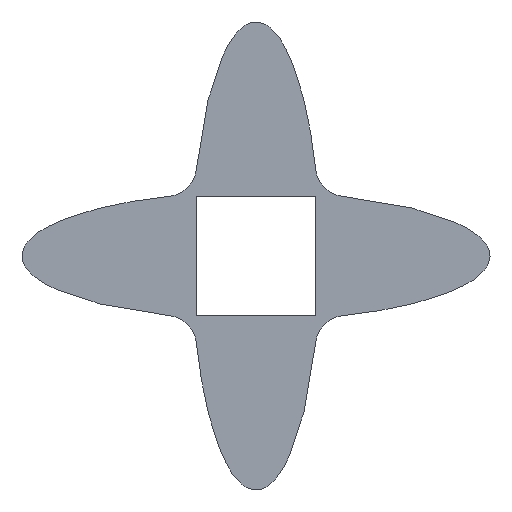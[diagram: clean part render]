
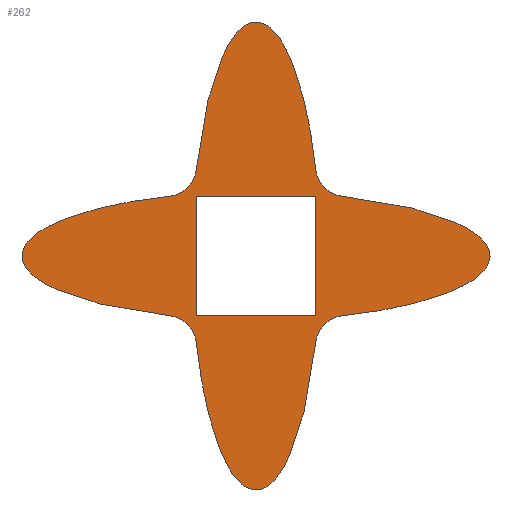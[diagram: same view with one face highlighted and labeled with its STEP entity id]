
A CAD part, front view. The second image highlights one B-rep face of the part: STEP entity #262.
In plain terms, the highlighted planar face has unit normal (0, -1, 0).
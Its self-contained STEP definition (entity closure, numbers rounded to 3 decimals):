
#16=FACE_BOUND('',#64,.T.);
#22=PLANE('',#290);
#23=ELLIPSE('',#268,20.,5.5);
#26=ELLIPSE('',#274,20.,5.5);
#28=ELLIPSE('',#279,20.,5.5);
#30=ELLIPSE('',#284,20.,5.5);
#48=FACE_OUTER_BOUND('',#63,.T.);
#63=EDGE_LOOP('',(#233,#234,#235,#236,#237,#238,#239,#240));
#64=EDGE_LOOP('',(#241,#242,#243,#244));
#73=LINE('',#453,#93);
#77=LINE('',#461,#97);
#80=LINE('',#467,#100);
#83=LINE('',#472,#103);
#93=VECTOR('',#343,10.);
#97=VECTOR('',#349,10.);
#100=VECTOR('',#354,10.);
#103=VECTOR('',#359,10.);
#105=CIRCLE('',#266,2.5);
#107=CIRCLE('',#271,2.5);
#109=CIRCLE('',#276,2.5);
#111=CIRCLE('',#281,2.5);
#113=VERTEX_POINT('',#367);
#114=VERTEX_POINT('',#368);
#117=VERTEX_POINT('',#385);
#119=VERTEX_POINT('',#391);
#120=VERTEX_POINT('',#392);
#123=VERTEX_POINT('',#412);
#124=VERTEX_POINT('',#413);
#127=VERTEX_POINT('',#433);
#129=VERTEX_POINT('',#451);
#130=VERTEX_POINT('',#452);
#133=VERTEX_POINT('',#460);
#135=VERTEX_POINT('',#466);
#137=EDGE_CURVE('',#113,#114,#105,.T.);
#141=EDGE_CURVE('',#114,#117,#23,.T.);
#144=EDGE_CURVE('',#119,#120,#107,.T.);
#149=EDGE_CURVE('',#120,#113,#26,.T.);
#150=EDGE_CURVE('',#123,#124,#109,.T.);
#155=EDGE_CURVE('',#124,#119,#28,.T.);
#156=EDGE_CURVE('',#117,#127,#111,.T.);
#160=EDGE_CURVE('',#127,#123,#30,.T.);
#161=EDGE_CURVE('',#129,#130,#73,.F.);
#165=EDGE_CURVE('',#133,#129,#77,.F.);
#168=EDGE_CURVE('',#135,#133,#80,.F.);
#171=EDGE_CURVE('',#130,#135,#83,.F.);
#233=ORIENTED_EDGE('',*,*,#150,.F.);
#234=ORIENTED_EDGE('',*,*,#160,.F.);
#235=ORIENTED_EDGE('',*,*,#156,.F.);
#236=ORIENTED_EDGE('',*,*,#141,.F.);
#237=ORIENTED_EDGE('',*,*,#137,.F.);
#238=ORIENTED_EDGE('',*,*,#149,.F.);
#239=ORIENTED_EDGE('',*,*,#144,.F.);
#240=ORIENTED_EDGE('',*,*,#155,.F.);
#241=ORIENTED_EDGE('',*,*,#171,.F.);
#242=ORIENTED_EDGE('',*,*,#161,.F.);
#243=ORIENTED_EDGE('',*,*,#165,.F.);
#244=ORIENTED_EDGE('',*,*,#168,.F.);
#262=ADVANCED_FACE('',(#48,#16),#22,.F.);
#266=AXIS2_PLACEMENT_3D('',#369,#295,#296);
#268=AXIS2_PLACEMENT_3D('',#386,#301,#302);
#271=AXIS2_PLACEMENT_3D('',#393,#308,#309);
#274=AXIS2_PLACEMENT_3D('',#410,#316,#317);
#276=AXIS2_PLACEMENT_3D('',#414,#320,#321);
#279=AXIS2_PLACEMENT_3D('',#431,#328,#329);
#281=AXIS2_PLACEMENT_3D('',#434,#332,#333);
#284=AXIS2_PLACEMENT_3D('',#449,#339,#340);
#290=AXIS2_PLACEMENT_3D('',#475,#363,#364);
#295=DIRECTION('center_axis',(0.,-1.,0.));
#296=DIRECTION('ref_axis',(-0.707,0.,-0.707));
#301=DIRECTION('center_axis',(0.,1.,0.));
#302=DIRECTION('ref_axis',(-1.,0.,0.));
#308=DIRECTION('center_axis',(0.,-1.,0.));
#309=DIRECTION('ref_axis',(0.707,0.,-0.707));
#316=DIRECTION('center_axis',(0.,1.,0.));
#317=DIRECTION('ref_axis',(0.,0.,-1.));
#320=DIRECTION('center_axis',(0.,-1.,0.));
#321=DIRECTION('ref_axis',(0.707,0.,0.707));
#328=DIRECTION('center_axis',(0.,1.,0.));
#329=DIRECTION('ref_axis',(-1.,0.,0.));
#332=DIRECTION('center_axis',(0.,-1.,0.));
#333=DIRECTION('ref_axis',(-0.707,0.,0.707));
#339=DIRECTION('center_axis',(0.,1.,0.));
#340=DIRECTION('ref_axis',(0.,0.,-1.));
#343=DIRECTION('',(1.,0.,0.));
#349=DIRECTION('',(0.,0.,-1.));
#354=DIRECTION('',(-1.,0.,0.));
#359=DIRECTION('',(0.,0.,1.));
#363=DIRECTION('center_axis',(0.,1.,0.));
#364=DIRECTION('ref_axis',(-1.,0.,0.));
#367=CARTESIAN_POINT('',(5.117,139.35,23.953));
#368=CARTESIAN_POINT('',(7.333,139.35,21.737));
#369=CARTESIAN_POINT('Origin',(7.602,139.35,24.222));
#385=CARTESIAN_POINT('',(7.333,139.35,11.503));
#386=CARTESIAN_POINT('Origin',(0.,139.35,16.62));
#391=CARTESIAN_POINT('',(-7.333,139.35,21.737));
#392=CARTESIAN_POINT('',(-5.117,139.35,23.953));
#393=CARTESIAN_POINT('Origin',(-7.602,139.35,24.222));
#410=CARTESIAN_POINT('Origin',(0.,139.35,16.62));
#412=CARTESIAN_POINT('',(-5.117,139.35,9.287));
#413=CARTESIAN_POINT('',(-7.333,139.35,11.503));
#414=CARTESIAN_POINT('Origin',(-7.602,139.35,9.018));
#431=CARTESIAN_POINT('Origin',(0.,139.35,16.62));
#433=CARTESIAN_POINT('',(5.117,139.35,9.287));
#434=CARTESIAN_POINT('Origin',(7.602,139.35,9.018));
#449=CARTESIAN_POINT('Origin',(0.,139.35,16.62));
#451=CARTESIAN_POINT('',(5.099,139.35,21.731));
#452=CARTESIAN_POINT('',(-5.099,139.35,21.731));
#453=CARTESIAN_POINT('',(2.349,139.35,21.731));
#460=CARTESIAN_POINT('',(5.099,139.35,11.509));
#461=CARTESIAN_POINT('',(5.099,139.35,14.265));
#466=CARTESIAN_POINT('',(-5.099,139.35,11.509));
#467=CARTESIAN_POINT('',(-2.349,139.35,11.509));
#472=CARTESIAN_POINT('',(-5.099,139.35,18.975));
#475=CARTESIAN_POINT('Origin',(0.,139.35,16.62));
